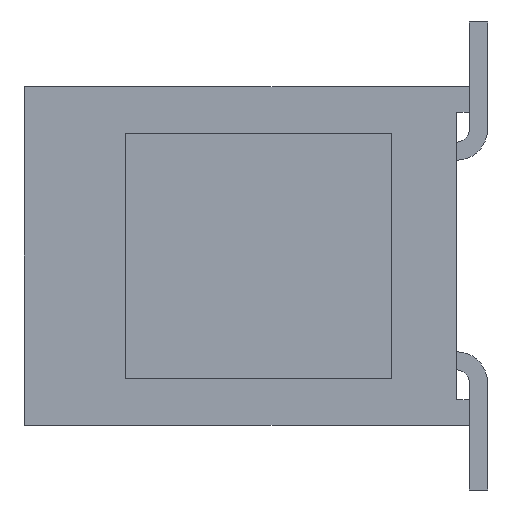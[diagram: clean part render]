
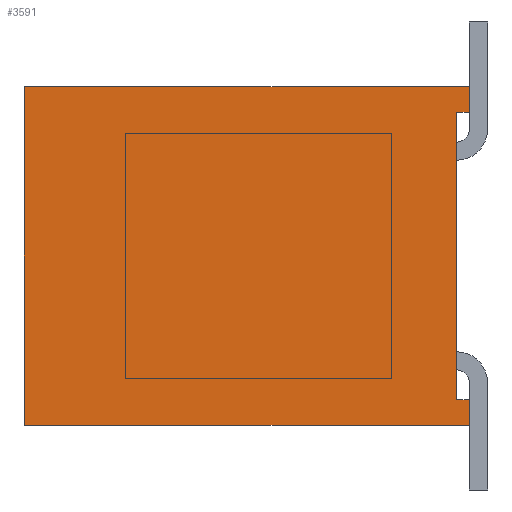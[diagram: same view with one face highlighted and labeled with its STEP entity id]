
A CAD part, left-side view. The second image highlights one B-rep face of the part: STEP entity #3591.
In plain terms, the highlighted planar face has unit normal (-1, 0, 0).
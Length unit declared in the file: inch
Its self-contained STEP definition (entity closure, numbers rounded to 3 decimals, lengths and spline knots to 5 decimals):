
#3591 = ADVANCED_FACE( '', ( #7433 ), #7434, .F. );
#7433 = FACE_OUTER_BOUND( '', #11281, .T. );
#7434 = PLANE( '', #11282 );
#11281 = EDGE_LOOP( '', ( #22527, #22528, #22529, #22530, #22531, #22532, #22533, #22534 ) );
#11282 = AXIS2_PLACEMENT_3D( '', #22535, #22536, #22537 );
#22527 = ORIENTED_EDGE( '', *, *, #26807, .T. );
#22528 = ORIENTED_EDGE( '', *, *, #25089, .T. );
#22529 = ORIENTED_EDGE( '', *, *, #26450, .F. );
#22530 = ORIENTED_EDGE( '', *, *, #23724, .F. );
#22531 = ORIENTED_EDGE( '', *, *, #26810, .T. );
#22532 = ORIENTED_EDGE( '', *, *, #25442, .T. );
#22533 = ORIENTED_EDGE( '', *, *, #26018, .T. );
#22534 = ORIENTED_EDGE( '', *, *, #23449, .T. );
#22535 = CARTESIAN_POINT( '', ( -0.50225, 0.172, -0.0655 ) );
#22536 = DIRECTION( '', ( 1., 0., 0. ) );
#22537 = DIRECTION( '', ( 0., 0., -1. ) );
#23449 = EDGE_CURVE( '', #28511, #28512, #28513, .T. );
#23724 = EDGE_CURVE( '', #29005, #29007, #29008, .T. );
#25089 = EDGE_CURVE( '', #31231, #31235, #31237, .T. );
#25442 = EDGE_CURVE( '', #31731, #31729, #31732, .T. );
#26018 = EDGE_CURVE( '', #31729, #28511, #32500, .T. );
#26450 = EDGE_CURVE( '', #29007, #31235, #33086, .T. );
#26807 = EDGE_CURVE( '', #28512, #31231, #33479, .T. );
#26810 = EDGE_CURVE( '', #29005, #31731, #33482, .T. );
#28511 = VERTEX_POINT( '', #35748 );
#28512 = VERTEX_POINT( '', #35749 );
#28513 = LINE( '', #35750, #35751 );
#29005 = VERTEX_POINT( '', #36466 );
#29007 = VERTEX_POINT( '', #36469 );
#29008 = LINE( '', #36470, #36471 );
#31231 = VERTEX_POINT( '', #39753 );
#31235 = VERTEX_POINT( '', #39759 );
#31237 = LINE( '', #39762, #39763 );
#31729 = VERTEX_POINT( '', #40485 );
#31731 = VERTEX_POINT( '', #40488 );
#31732 = LINE( '', #40489, #40490 );
#32500 = LINE( '', #41612, #41613 );
#33086 = LINE( '', #42549, #42550 );
#33479 = LINE( '', #43124, #43125 );
#33482 = LINE( '', #43129, #43130 );
#35748 = CARTESIAN_POINT( '', ( -0.50225, 0.005, -0.0555 ) );
#35749 = CARTESIAN_POINT( '', ( -0.50225, 0.005, 0.0555 ) );
#35750 = CARTESIAN_POINT( '', ( -0.50225, 0.005, -0.0555 ) );
#35751 = VECTOR( '', #44366, 39.37008 );
#36466 = CARTESIAN_POINT( '', ( -0.50225, 0.172, -0.0655 ) );
#36469 = CARTESIAN_POINT( '', ( -0.50225, 0.172, 0.0655 ) );
#36470 = CARTESIAN_POINT( '', ( -0.50225, 0.172, -0.0655 ) );
#36471 = VECTOR( '', #44669, 39.37008 );
#39753 = CARTESIAN_POINT( '', ( -0.50225, 0., 0.0555 ) );
#39759 = CARTESIAN_POINT( '', ( -0.50225, 0., 0.0655 ) );
#39762 = CARTESIAN_POINT( '', ( -0.50225, 0., -0.0655 ) );
#39763 = VECTOR( '', #45948, 39.37008 );
#40485 = CARTESIAN_POINT( '', ( -0.50225, 0., -0.0555 ) );
#40488 = CARTESIAN_POINT( '', ( -0.50225, 0., -0.0655 ) );
#40489 = CARTESIAN_POINT( '', ( -0.50225, 0., -0.0655 ) );
#40490 = VECTOR( '', #46234, 39.37008 );
#41612 = CARTESIAN_POINT( '', ( -0.50225, 0., -0.0555 ) );
#41613 = VECTOR( '', #46703, 39.37008 );
#42549 = CARTESIAN_POINT( '', ( -0.50225, 0.172, 0.0655 ) );
#42550 = VECTOR( '', #47093, 39.37008 );
#43124 = CARTESIAN_POINT( '', ( -0.50225, 0.005, 0.0555 ) );
#43125 = VECTOR( '', #47326, 39.37008 );
#43129 = CARTESIAN_POINT( '', ( -0.50225, 0.172, -0.0655 ) );
#43130 = VECTOR( '', #47328, 39.37008 );
#44366 = DIRECTION( '', ( 0., 0., 1. ) );
#44669 = DIRECTION( '', ( 0., 0., 1. ) );
#45948 = DIRECTION( '', ( 0., 0., 1. ) );
#46234 = DIRECTION( '', ( 0., 0., 1. ) );
#46703 = DIRECTION( '', ( 0., 1., 0. ) );
#47093 = DIRECTION( '', ( 0., -1., 0. ) );
#47326 = DIRECTION( '', ( 0., -1., 0. ) );
#47328 = DIRECTION( '', ( 0., -1., 0. ) );
